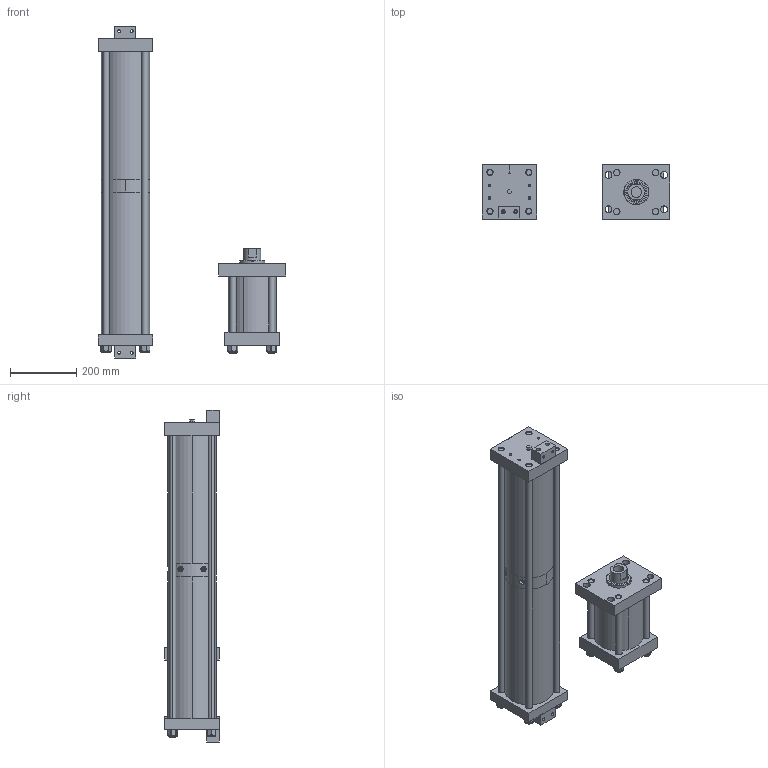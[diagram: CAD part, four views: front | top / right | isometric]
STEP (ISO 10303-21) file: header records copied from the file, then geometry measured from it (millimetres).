
FILE_DESCRIPTION (( 'STEP AP203' ), '1' );
FILE_NAME ('HZS-10-1.00-FH.STEP', '2016-05-03T14:39:14', ( 'myvpn' ), ( '' ), 'SwSTEP 2.0', 'SolidWorks 2014', '' );
FILE_SCHEMA (( 'CONFIG_CONTROL_DESIGN' ));
Length unit declared in the file: inch
Products named in the file (16): HZS1063_1.00; HZS1014_1.00; E1004; F1003; HZS-10-1.00-FH; E1001_2.0; E1064; NLN .75; ES1005_1.0; E1059; E1060_1.00; HZS1011_1.00; F1062; E10BRK; HZ1010; 2P50N-S PLUG
Assembly tree (30 placements, depth 2):
  HZS-10-1.00-FH
    E1004
    F1003
    E1001_2.0
    E1064
    NLN .75  x8
    ES1005_1.0
    E1059  x2
    E1060_1.00  x4
    F1062
    E10BRK  x2
    HZ1010
    2P50N-S PLUG
    HZS1063_1.00  x4
    HZS1014_1.00
    HZS1011_1.00
Bounding box: 567.44 x 165.1 x 1002.87 mm (x, y, z)
Volume: 11970074.1 mm3; surface area: 1870406.2 mm2
Topology: 30 solids, 30 shells, 1015 faces, 2418 edges, 1316 vertices
Faces by surface type: cylinder 499, plane 266, sphere 97, bspline 96, cone 57
Entity records: 16032 total; most frequent: CARTESIAN_POINT 3608, DIRECTION 2334, ORIENTED_EDGE 1976, EDGE_CURVE 988, AXIS2_PLACEMENT_3D 960, VERTEX_POINT 628, EDGE_LOOP 562, CIRCLE 504
